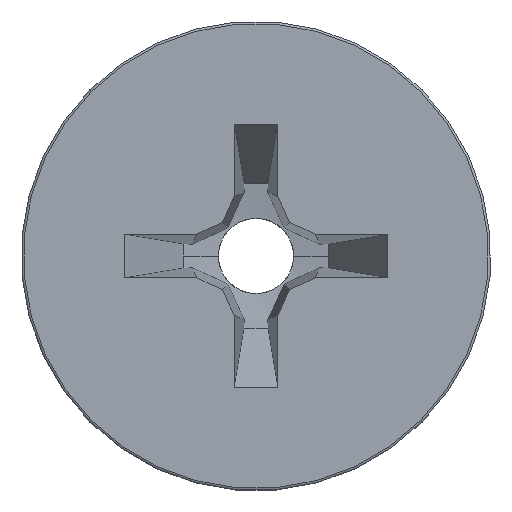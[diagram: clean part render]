
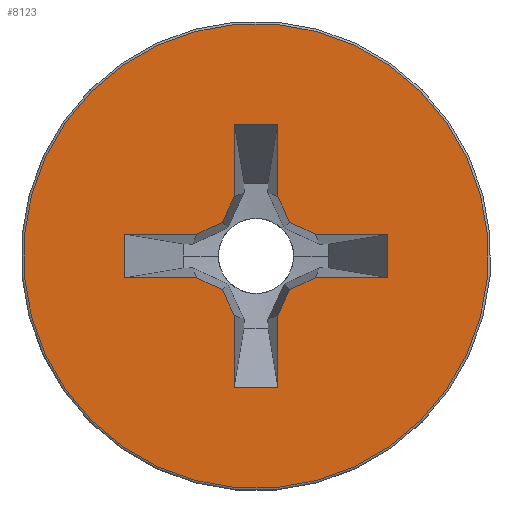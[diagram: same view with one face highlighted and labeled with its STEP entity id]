
A CAD part, left-side view. The second image highlights one B-rep face of the part: STEP entity #8123.
In plain terms, the highlighted planar face has unit normal (-1, 0, 0).
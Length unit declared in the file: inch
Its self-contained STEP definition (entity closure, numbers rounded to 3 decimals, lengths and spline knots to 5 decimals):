
#3867=CARTESIAN_POINT('',(0.,0.,0.));
#3868=DIRECTION('',(-1.,0.,0.));
#3869=DIRECTION('',(0.,1.,0.));
#3870=AXIS2_PLACEMENT_3D('',#3867,#3868,#3869);
#3872=CARTESIAN_POINT('',(0.,0.,0.));
#3873=DIRECTION('',(1.,0.,0.));
#3874=DIRECTION('',(0.,1.,0.));
#3875=AXIS2_PLACEMENT_3D('',#3872,#3873,#3874);
#3877=DIRECTION('',(0.,-0.707,-0.707));
#3878=VECTOR('',#3877,0.02333);
#3879=CARTESIAN_POINT('',(0.,0.05775,-0.04125));
#3880=LINE('',#3879,#3878);
#3881=DIRECTION('',(0.,0.707,-0.707));
#3882=VECTOR('',#3881,0.03853);
#3883=CARTESIAN_POINT('',(0.,0.014,-0.0305));
#3884=LINE('',#3883,#3882);
#3885=DIRECTION('',(0.,0.94,-0.342));
#3886=VECTOR('',#3885,0.0149);
#3887=CARTESIAN_POINT('',(0.,0.,-0.0254));
#3888=LINE('',#3887,#3886);
#3889=DIRECTION('',(0.,0.94,0.342));
#3890=VECTOR('',#3889,0.0149);
#3891=CARTESIAN_POINT('',(0.,-0.014,-0.0305));
#3892=LINE('',#3891,#3890);
#3893=DIRECTION('',(0.,-0.707,-0.707));
#3894=VECTOR('',#3893,0.03853);
#3895=CARTESIAN_POINT('',(0.,-0.014,-0.0305));
#3896=LINE('',#3895,#3894);
#3897=DIRECTION('',(0.,0.707,-0.707));
#3898=VECTOR('',#3897,0.02333);
#3899=CARTESIAN_POINT('',(0.,-0.05775,-0.04125));
#3900=LINE('',#3899,#3898);
#3901=DIRECTION('',(0.,-0.707,-0.707));
#3902=VECTOR('',#3901,0.03853);
#3903=CARTESIAN_POINT('',(0.,-0.0305,-0.014));
#3904=LINE('',#3903,#3902);
#3905=DIRECTION('',(0.,-0.342,-0.94));
#3906=VECTOR('',#3905,0.0149);
#3907=CARTESIAN_POINT('',(0.,-0.0254,0.));
#3908=LINE('',#3907,#3906);
#3909=DIRECTION('',(0.,0.342,-0.94));
#3910=VECTOR('',#3909,0.0149);
#3911=CARTESIAN_POINT('',(0.,-0.0305,0.014));
#3912=LINE('',#3911,#3910);
#3913=DIRECTION('',(0.,0.707,-0.707));
#3914=VECTOR('',#3913,0.03853);
#3915=CARTESIAN_POINT('',(0.,-0.05775,0.04125));
#3916=LINE('',#3915,#3914);
#3917=DIRECTION('',(0.,-0.707,-0.707));
#3918=VECTOR('',#3917,0.02333);
#3919=CARTESIAN_POINT('',(0.,-0.04125,0.05775));
#3920=LINE('',#3919,#3918);
#3921=DIRECTION('',(0.,0.707,-0.707));
#3922=VECTOR('',#3921,0.03853);
#3923=CARTESIAN_POINT('',(0.,-0.04125,0.05775));
#3924=LINE('',#3923,#3922);
#3925=DIRECTION('',(0.,-0.94,0.342));
#3926=VECTOR('',#3925,0.0149);
#3927=CARTESIAN_POINT('',(0.,0.,0.0254));
#3928=LINE('',#3927,#3926);
#3929=DIRECTION('',(0.,-0.94,-0.342));
#3930=VECTOR('',#3929,0.0149);
#3931=CARTESIAN_POINT('',(0.,0.014,0.0305));
#3932=LINE('',#3931,#3930);
#3933=DIRECTION('',(0.,-0.707,-0.707));
#3934=VECTOR('',#3933,0.03853);
#3935=CARTESIAN_POINT('',(0.,0.04125,0.05775));
#3936=LINE('',#3935,#3934);
#3937=DIRECTION('',(0.,0.707,-0.707));
#3938=VECTOR('',#3937,0.02333);
#3939=CARTESIAN_POINT('',(0.,0.04125,0.05775));
#3940=LINE('',#3939,#3938);
#3941=DIRECTION('',(0.,-0.707,-0.707));
#3942=VECTOR('',#3941,0.03853);
#3943=CARTESIAN_POINT('',(0.,0.05775,0.04125));
#3944=LINE('',#3943,#3942);
#3945=DIRECTION('',(0.,0.342,0.94));
#3946=VECTOR('',#3945,0.0149);
#3947=CARTESIAN_POINT('',(0.,0.0254,0.));
#3948=LINE('',#3947,#3946);
#3949=DIRECTION('',(0.,-0.342,0.94));
#3950=VECTOR('',#3949,0.0149);
#3951=CARTESIAN_POINT('',(0.,0.0305,-0.014));
#3952=LINE('',#3951,#3950);
#3953=DIRECTION('',(0.,0.707,-0.707));
#3954=VECTOR('',#3953,0.03853);
#3955=CARTESIAN_POINT('',(0.,0.0305,-0.014));
#3956=LINE('',#3955,#3954);
#4382=CARTESIAN_POINT('',(0.,0.05775,-0.04125));
#4383=CARTESIAN_POINT('',(0.,0.04125,-0.05775));
#4384=VERTEX_POINT('',#4382);
#4385=VERTEX_POINT('',#4383);
#4386=CARTESIAN_POINT('',(0.,0.0305,-0.014));
#4387=VERTEX_POINT('',#4386);
#4388=CARTESIAN_POINT('',(0.,0.0254,0.));
#4389=VERTEX_POINT('',#4388);
#4390=CARTESIAN_POINT('',(0.,0.0305,0.014));
#4391=VERTEX_POINT('',#4390);
#4392=CARTESIAN_POINT('',(0.,0.05775,0.04125));
#4393=VERTEX_POINT('',#4392);
#4394=CARTESIAN_POINT('',(0.,0.04125,0.05775));
#4395=VERTEX_POINT('',#4394);
#4396=CARTESIAN_POINT('',(0.,0.014,0.0305));
#4397=VERTEX_POINT('',#4396);
#4398=CARTESIAN_POINT('',(0.,0.,0.0254));
#4399=VERTEX_POINT('',#4398);
#4400=CARTESIAN_POINT('',(0.,-0.014,0.0305));
#4401=VERTEX_POINT('',#4400);
#4402=CARTESIAN_POINT('',(0.,-0.04125,0.05775));
#4403=VERTEX_POINT('',#4402);
#4404=CARTESIAN_POINT('',(0.,-0.05775,0.04125));
#4405=VERTEX_POINT('',#4404);
#4406=CARTESIAN_POINT('',(0.,-0.0305,0.014));
#4407=VERTEX_POINT('',#4406);
#4408=CARTESIAN_POINT('',(0.,-0.0254,0.));
#4409=VERTEX_POINT('',#4408);
#4410=CARTESIAN_POINT('',(0.,-0.0305,-0.014));
#4411=VERTEX_POINT('',#4410);
#4412=CARTESIAN_POINT('',(0.,-0.05775,-0.04125));
#4413=VERTEX_POINT('',#4412);
#4414=CARTESIAN_POINT('',(0.,-0.04125,-0.05775));
#4415=VERTEX_POINT('',#4414);
#4416=CARTESIAN_POINT('',(0.,-0.014,-0.0305));
#4417=VERTEX_POINT('',#4416);
#4418=CARTESIAN_POINT('',(0.,0.,-0.0254));
#4419=VERTEX_POINT('',#4418);
#4420=CARTESIAN_POINT('',(0.,0.014,-0.0305));
#4421=VERTEX_POINT('',#4420);
#4461=CARTESIAN_POINT('',(0.,0.12374,0.));
#4462=VERTEX_POINT('',#4461);
#4463=CARTESIAN_POINT('',(0.,-0.12374,0.));
#4464=VERTEX_POINT('',#4463);
#8072=CARTESIAN_POINT('',(0.,0.,0.));
#8073=DIRECTION('',(1.,0.,0.));
#8074=DIRECTION('',(0.,-1.,0.));
#8075=AXIS2_PLACEMENT_3D('',#8072,#8073,#8074);
#8076=PLANE('',#8075);
#8077=ORIENTED_EDGE('',*,*,#8065,.F.);
#8078=ORIENTED_EDGE('',*,*,#8054,.T.);
#8079=EDGE_LOOP('',(#8077,#8078));
#8080=FACE_OUTER_BOUND('',#8079,.F.);
#8082=ORIENTED_EDGE('',*,*,#8081,.T.);
#8084=ORIENTED_EDGE('',*,*,#8083,.F.);
#8086=ORIENTED_EDGE('',*,*,#8085,.F.);
#8088=ORIENTED_EDGE('',*,*,#8087,.F.);
#8090=ORIENTED_EDGE('',*,*,#8089,.T.);
#8092=ORIENTED_EDGE('',*,*,#8091,.F.);
#8094=ORIENTED_EDGE('',*,*,#8093,.F.);
#8096=ORIENTED_EDGE('',*,*,#8095,.F.);
#8098=ORIENTED_EDGE('',*,*,#8097,.F.);
#8100=ORIENTED_EDGE('',*,*,#8099,.F.);
#8102=ORIENTED_EDGE('',*,*,#8101,.F.);
#8104=ORIENTED_EDGE('',*,*,#8103,.T.);
#8106=ORIENTED_EDGE('',*,*,#8105,.F.);
#8108=ORIENTED_EDGE('',*,*,#8107,.F.);
#8110=ORIENTED_EDGE('',*,*,#8109,.F.);
#8112=ORIENTED_EDGE('',*,*,#8111,.T.);
#8114=ORIENTED_EDGE('',*,*,#8113,.T.);
#8116=ORIENTED_EDGE('',*,*,#8115,.F.);
#8118=ORIENTED_EDGE('',*,*,#8117,.F.);
#8120=ORIENTED_EDGE('',*,*,#8119,.T.);
#8121=EDGE_LOOP('',(#8082,#8084,#8086,#8088,#8090,#8092,#8094,#8096,#8098,#8100,
#8102,#8104,#8106,#8108,#8110,#8112,#8114,#8116,#8118,#8120));
#8122=FACE_BOUND('',#8121,.F.);
#3871=CIRCLE('',#3870,0.12374);
#3876=CIRCLE('',#3875,0.12374);
#8054=EDGE_CURVE('',#4462,#4464,#3876,.T.);
#8065=EDGE_CURVE('',#4462,#4464,#3871,.T.);
#8081=EDGE_CURVE('',#4384,#4385,#3880,.T.);
#8083=EDGE_CURVE('',#4421,#4385,#3884,.T.);
#8085=EDGE_CURVE('',#4419,#4421,#3888,.T.);
#8087=EDGE_CURVE('',#4417,#4419,#3892,.T.);
#8089=EDGE_CURVE('',#4417,#4415,#3896,.T.);
#8091=EDGE_CURVE('',#4413,#4415,#3900,.T.);
#8093=EDGE_CURVE('',#4411,#4413,#3904,.T.);
#8095=EDGE_CURVE('',#4409,#4411,#3908,.T.);
#8097=EDGE_CURVE('',#4407,#4409,#3912,.T.);
#8099=EDGE_CURVE('',#4405,#4407,#3916,.T.);
#8101=EDGE_CURVE('',#4403,#4405,#3920,.T.);
#8103=EDGE_CURVE('',#4403,#4401,#3924,.T.);
#8105=EDGE_CURVE('',#4399,#4401,#3928,.T.);
#8107=EDGE_CURVE('',#4397,#4399,#3932,.T.);
#8109=EDGE_CURVE('',#4395,#4397,#3936,.T.);
#8111=EDGE_CURVE('',#4395,#4393,#3940,.T.);
#8113=EDGE_CURVE('',#4393,#4391,#3944,.T.);
#8115=EDGE_CURVE('',#4389,#4391,#3948,.T.);
#8117=EDGE_CURVE('',#4387,#4389,#3952,.T.);
#8119=EDGE_CURVE('',#4387,#4384,#3956,.T.);
#8123=ADVANCED_FACE('',(#8080,#8122),#8076,.F.);
